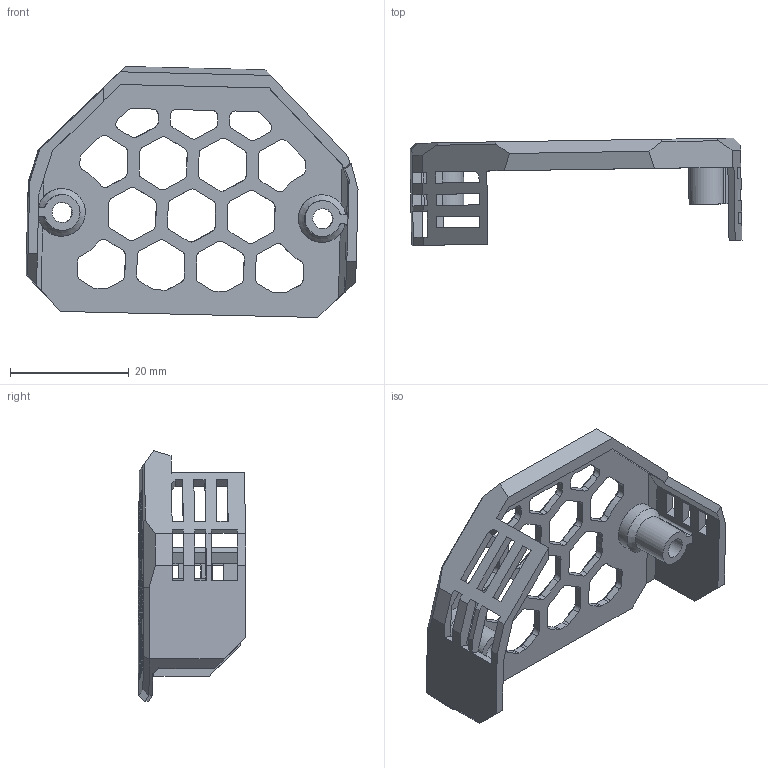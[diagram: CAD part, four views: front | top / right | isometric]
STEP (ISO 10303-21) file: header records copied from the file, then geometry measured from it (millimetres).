
FILE_DESCRIPTION(/* description */ (''),/* implementation_level */ '2;1');
FILE_NAME(/* name */ '[a]_NH36_Cover_Hex.step',/* time_stamp */ '2025-11-16T21:34:39-08:00',/* author */ (''),/* organization */ (''),/* preprocessor_version */ 'ST-DEVELOPER v20.1',/* originating_system */ 'Autodesk Translation Framework v14.21.0.0',/* authorisation */ '');
FILE_SCHEMA (('AUTOMOTIVE_DESIGN { 1 0 10303 214 3 1 1 }'));
Length unit declared in the file: millimetre
Products named in the file (2): [a] nh36 cover x1; Component2
Assembly tree (1 placements, depth 2):
  [a] nh36 cover x1
    Component2
Bounding box: 55.85 x 18.06 x 42.22 mm (x, y, z)
Volume: 3710.5 mm3; surface area: 5957 mm2
Topology: 1 solids, 1 shells, 482 faces, 1276 edges, 787 vertices
Faces by surface type: plane 282, cylinder 106, cone 94
Full cylindrical faces by diameter (mm): 3.4 x2, 6.551 x2
Entity records: 14874 total; most frequent: CARTESIAN_POINT 2628, ORIENTED_EDGE 2552, DIRECTION 2548, EDGE_CURVE 1276, LINE 942, VECTOR 942, AXIS2_PLACEMENT_3D 803, VERTEX_POINT 787
